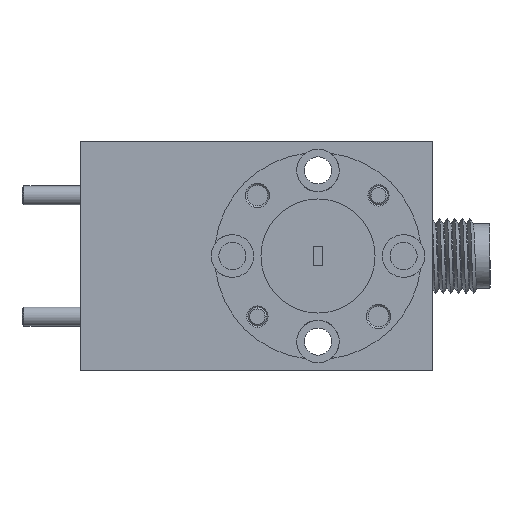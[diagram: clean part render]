
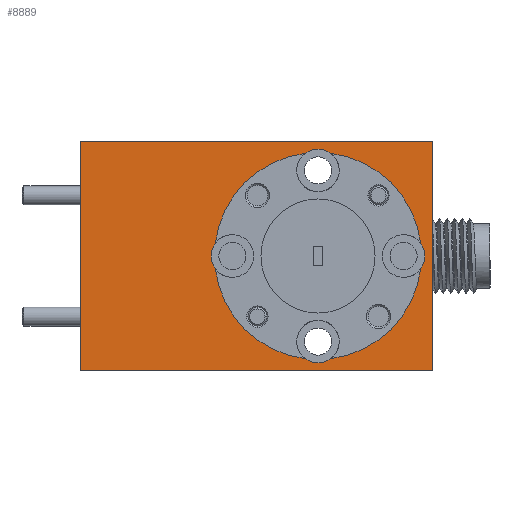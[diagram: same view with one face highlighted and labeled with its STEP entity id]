
A CAD part, front view. The second image highlights one B-rep face of the part: STEP entity #8889.
In plain terms, the highlighted planar face has unit normal (0, -1, 0).
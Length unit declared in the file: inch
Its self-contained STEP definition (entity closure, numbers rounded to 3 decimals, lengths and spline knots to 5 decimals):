
#33 = ORIENTED_EDGE ( 'NONE', *, *, #9129, .T. ) ;
#212 = VECTOR ( 'NONE', #6635, 39.37008 ) ;
#426 = CARTESIAN_POINT ( 'NONE',  ( 0.82177, -0.75, -0.33742 ) ) ;
#751 = CARTESIAN_POINT ( 'NONE',  ( 0.78, -0.75, -0.28125 ) ) ;
#919 = LINE ( 'NONE', #5264, #11756 ) ;
#974 = EDGE_CURVE ( 'NONE', #10976, #11701, #1868, .T. ) ;
#1356 = ORIENTED_EDGE ( 'NONE', *, *, #6040, .F. ) ;
#1412 = ORIENTED_EDGE ( 'NONE', *, *, #7878, .F. ) ;
#1554 = CARTESIAN_POINT ( 'NONE',  ( 0.78, -0.75, -0.28125 ) ) ;
#1868 = CIRCLE ( 'NONE', #7774, 0.34 ) ;
#1896 = DIRECTION ( 'NONE',  ( 0., -1., 0. ) ) ;
#2169 = EDGE_LOOP ( 'NONE', ( #5782, #7311, #6285, #6570, #2751, #5538, #1412, #5635, #7982, #7577 ) ) ;
#2180 = CARTESIAN_POINT ( 'NONE',  ( 0., -0.75, -0.375 ) ) ;
#2267 = DIRECTION ( 'NONE',  ( 0., 1., 0. ) ) ;
#2370 = DIRECTION ( 'NONE',  ( 0., -1., 0. ) ) ;
#2372 = VERTEX_POINT ( 'NONE', #13389 ) ;
#2557 = CARTESIAN_POINT ( 'NONE',  ( 0.78, -0.75, 0. ) ) ;
#2708 = DIRECTION ( 'NONE',  ( 0., 0., -1. ) ) ;
#2751 = ORIENTED_EDGE ( 'NONE', *, *, #7408, .F. ) ;
#2759 = CIRCLE ( 'NONE', #7985, 0.34 ) ;
#3202 = AXIS2_PLACEMENT_3D ( 'NONE', #1554, #13521, #7084 ) ;
#3291 = DIRECTION ( 'NONE',  ( 1., 0., 0. ) ) ;
#3439 = LINE ( 'NONE', #6493, #212 ) ;
#3589 = CARTESIAN_POINT ( 'NONE',  ( 1.155, -0.75, -0.375 ) ) ;
#3644 = AXIS2_PLACEMENT_3D ( 'NONE', #2557, #6878, #11230 ) ;
#4083 = DIRECTION ( 'NONE',  ( 0., 0., -1. ) ) ;
#4111 = AXIS2_PLACEMENT_3D ( 'NONE', #751, #4582, #6490 ) ;
#4176 = CIRCLE ( 'NONE', #5771, 0.07 ) ;
#4179 = DIRECTION ( 'NONE',  ( 0., 0., -1. ) ) ;
#4246 = DIRECTION ( 'NONE',  ( 1., 0., 0. ) ) ;
#4248 = CARTESIAN_POINT ( 'NONE',  ( 1.11742, -0.75, 0.04177 ) ) ;
#4362 = DIRECTION ( 'NONE',  ( 0., -1., 0. ) ) ;
#4424 = CARTESIAN_POINT ( 'NONE',  ( 0.78, -0.75, 0. ) ) ;
#4557 = ORIENTED_EDGE ( 'NONE', *, *, #8794, .F. ) ;
#4582 = DIRECTION ( 'NONE',  ( 0., -1., 0. ) ) ;
#4590 = VERTEX_POINT ( 'NONE', #4663 ) ;
#4663 = CARTESIAN_POINT ( 'NONE',  ( 0.82177, -0.75, 0.33742 ) ) ;
#4695 = CARTESIAN_POINT ( 'NONE',  ( 0.78, -0.75, 0. ) ) ;
#4941 = AXIS2_PLACEMENT_3D ( 'NONE', #14080, #2267, #10944 ) ;
#5034 = CARTESIAN_POINT ( 'NONE',  ( 0.78, -0.75, 0. ) ) ;
#5203 = EDGE_CURVE ( 'NONE', #9161, #8611, #5256, .T. ) ;
#5214 = EDGE_LOOP ( 'NONE', ( #33, #1356, #7629, #4557 ) ) ;
#5231 = CARTESIAN_POINT ( 'NONE',  ( 1.11742, -0.75, -0.04177 ) ) ;
#5256 = CIRCLE ( 'NONE', #3202, 0.07 ) ;
#5264 = CARTESIAN_POINT ( 'NONE',  ( 0., -0.75, 0.375 ) ) ;
#5289 = EDGE_CURVE ( 'NONE', #6795, #4590, #13437, .T. ) ;
#5391 = EDGE_CURVE ( 'NONE', #2372, #12476, #2759, .T. ) ;
#5538 = ORIENTED_EDGE ( 'NONE', *, *, #5289, .F. ) ;
#5628 = DIRECTION ( 'NONE',  ( 1., 0., 0. ) ) ;
#5635 = ORIENTED_EDGE ( 'NONE', *, *, #9795, .F. ) ;
#5771 = AXIS2_PLACEMENT_3D ( 'NONE', #10019, #8020, #13361 ) ;
#5782 = ORIENTED_EDGE ( 'NONE', *, *, #5391, .F. ) ;
#5834 = EDGE_CURVE ( 'NONE', #10480, #10976, #13619, .T. ) ;
#6040 = EDGE_CURVE ( 'NONE', #11079, #9314, #3439, .T. ) ;
#6285 = ORIENTED_EDGE ( 'NONE', *, *, #974, .F. ) ;
#6490 = DIRECTION ( 'NONE',  ( 0., 0., -1. ) ) ;
#6493 = CARTESIAN_POINT ( 'NONE',  ( 0., -0.75, -0.375 ) ) ;
#6512 = CARTESIAN_POINT ( 'NONE',  ( 0.73823, -0.75, -0.33742 ) ) ;
#6570 = ORIENTED_EDGE ( 'NONE', *, *, #5834, .F. ) ;
#6635 = DIRECTION ( 'NONE',  ( -1., 0., 0. ) ) ;
#6664 = FACE_OUTER_BOUND ( 'NONE', #5214, .T. ) ;
#6774 = CARTESIAN_POINT ( 'NONE',  ( 0.78, -0.75, 0.28125 ) ) ;
#6795 = VERTEX_POINT ( 'NONE', #4248 ) ;
#6878 = DIRECTION ( 'NONE',  ( 0., -1., 0. ) ) ;
#6969 = DIRECTION ( 'NONE',  ( 0., -1., 0. ) ) ;
#7084 = DIRECTION ( 'NONE',  ( 0., 0., -1. ) ) ;
#7152 = DIRECTION ( 'NONE',  ( 0., -1., 0. ) ) ;
#7255 = AXIS2_PLACEMENT_3D ( 'NONE', #4424, #2370, #5628 ) ;
#7311 = ORIENTED_EDGE ( 'NONE', *, *, #11053, .F. ) ;
#7408 = EDGE_CURVE ( 'NONE', #4590, #10480, #10797, .T. ) ;
#7577 = ORIENTED_EDGE ( 'NONE', *, *, #13044, .F. ) ;
#7594 = VERTEX_POINT ( 'NONE', #11763 ) ;
#7629 = ORIENTED_EDGE ( 'NONE', *, *, #11739, .F. ) ;
#7774 = AXIS2_PLACEMENT_3D ( 'NONE', #4695, #4362, #3291 ) ;
#7830 = VECTOR ( 'NONE', #9359, 39.37008 ) ;
#7878 = EDGE_CURVE ( 'NONE', #10817, #6795, #10818, .T. ) ;
#7982 = ORIENTED_EDGE ( 'NONE', *, *, #5203, .F. ) ;
#7985 = AXIS2_PLACEMENT_3D ( 'NONE', #5034, #7152, #4246 ) ;
#8020 = DIRECTION ( 'NONE',  ( 0., -1., 0. ) ) ;
#8356 = CARTESIAN_POINT ( 'NONE',  ( 0.44258, -0.75, 0.04177 ) ) ;
#8430 = CARTESIAN_POINT ( 'NONE',  ( 1.155, -0.75, 0.375 ) ) ;
#8611 = VERTEX_POINT ( 'NONE', #426 ) ;
#8794 = EDGE_CURVE ( 'NONE', #11878, #7594, #919, .T. ) ;
#8889 = ADVANCED_FACE ( 'NONE', ( #11952, #6664 ), #12022, .F. ) ;
#9129 = EDGE_CURVE ( 'NONE', #11878, #9314, #11579, .T. ) ;
#9161 = VERTEX_POINT ( 'NONE', #10588 ) ;
#9237 = AXIS2_PLACEMENT_3D ( 'NONE', #11182, #6969, #2708 ) ;
#9314 = VERTEX_POINT ( 'NONE', #2180 ) ;
#9359 = DIRECTION ( 'NONE',  ( 0., 0., -1. ) ) ;
#9362 = CARTESIAN_POINT ( 'NONE',  ( 0.78, -0.75, 0.28125 ) ) ;
#9605 = DIRECTION ( 'NONE',  ( 1., 0., 0. ) ) ;
#9665 = AXIS2_PLACEMENT_3D ( 'NONE', #6774, #10209, #10146 ) ;
#9716 = VECTOR ( 'NONE', #4179, 39.37008 ) ;
#9795 = EDGE_CURVE ( 'NONE', #8611, #10817, #12054, .T. ) ;
#10019 = CARTESIAN_POINT ( 'NONE',  ( 0.49875, -0.75, 0. ) ) ;
#10146 = DIRECTION ( 'NONE',  ( 0., 0., -1. ) ) ;
#10209 = DIRECTION ( 'NONE',  ( 0., -1., 0. ) ) ;
#10480 = VERTEX_POINT ( 'NONE', #13017 ) ;
#10588 = CARTESIAN_POINT ( 'NONE',  ( 0.78, -0.75, -0.35125 ) ) ;
#10797 = CIRCLE ( 'NONE', #9665, 0.07 ) ;
#10817 = VERTEX_POINT ( 'NONE', #5231 ) ;
#10818 = CIRCLE ( 'NONE', #9237, 0.07 ) ;
#10944 = DIRECTION ( 'NONE',  ( -1., 0., 0. ) ) ;
#10976 = VERTEX_POINT ( 'NONE', #12231 ) ;
#11053 = EDGE_CURVE ( 'NONE', #11701, #2372, #4176, .T. ) ;
#11079 = VERTEX_POINT ( 'NONE', #3589 ) ;
#11182 = CARTESIAN_POINT ( 'NONE',  ( 1.06125, -0.75, 0. ) ) ;
#11230 = DIRECTION ( 'NONE',  ( 1., 0., 0. ) ) ;
#11579 = LINE ( 'NONE', #11791, #9716 ) ;
#11701 = VERTEX_POINT ( 'NONE', #8356 ) ;
#11739 = EDGE_CURVE ( 'NONE', #7594, #11079, #13837, .T. ) ;
#11756 = VECTOR ( 'NONE', #9605, 39.37008 ) ;
#11763 = CARTESIAN_POINT ( 'NONE',  ( 1.155, -0.75, 0.375 ) ) ;
#11791 = CARTESIAN_POINT ( 'NONE',  ( 0., -0.75, 0.375 ) ) ;
#11878 = VERTEX_POINT ( 'NONE', #14042 ) ;
#11952 = FACE_BOUND ( 'NONE', #2169, .T. ) ;
#12022 = PLANE ( 'NONE',  #4941 ) ;
#12054 = CIRCLE ( 'NONE', #7255, 0.34 ) ;
#12079 = CIRCLE ( 'NONE', #4111, 0.07 ) ;
#12231 = CARTESIAN_POINT ( 'NONE',  ( 0.73823, -0.75, 0.33742 ) ) ;
#12476 = VERTEX_POINT ( 'NONE', #6512 ) ;
#12939 = AXIS2_PLACEMENT_3D ( 'NONE', #9362, #1896, #4083 ) ;
#13017 = CARTESIAN_POINT ( 'NONE',  ( 0.78, -0.75, 0.35125 ) ) ;
#13044 = EDGE_CURVE ( 'NONE', #12476, #9161, #12079, .T. ) ;
#13361 = DIRECTION ( 'NONE',  ( 0., 0., -1. ) ) ;
#13389 = CARTESIAN_POINT ( 'NONE',  ( 0.44258, -0.75, -0.04177 ) ) ;
#13437 = CIRCLE ( 'NONE', #3644, 0.34 ) ;
#13521 = DIRECTION ( 'NONE',  ( 0., -1., 0. ) ) ;
#13619 = CIRCLE ( 'NONE', #12939, 0.07 ) ;
#13837 = LINE ( 'NONE', #8430, #7830 ) ;
#14042 = CARTESIAN_POINT ( 'NONE',  ( 0., -0.75, 0.375 ) ) ;
#14080 = CARTESIAN_POINT ( 'NONE',  ( 0., -0.75, 0.375 ) ) ;
